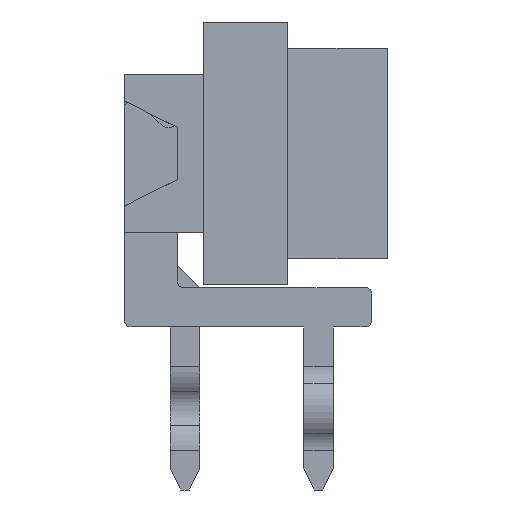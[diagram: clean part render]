
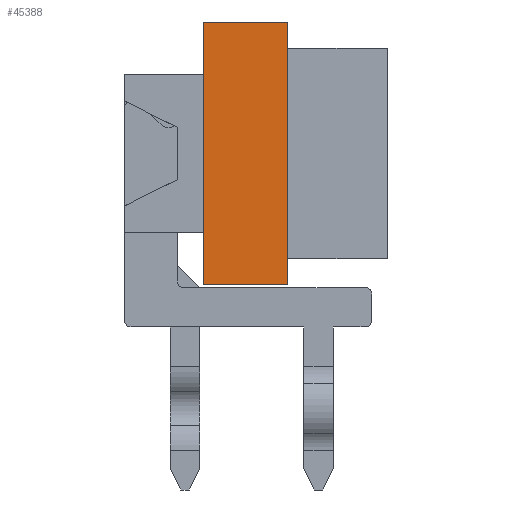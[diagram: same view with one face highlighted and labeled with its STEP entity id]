
A CAD part, front view. The second image highlights one B-rep face of the part: STEP entity #45388.
In plain terms, the highlighted face is planar.
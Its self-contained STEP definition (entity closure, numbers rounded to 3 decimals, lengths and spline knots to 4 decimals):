
#13594=ORIENTED_EDGE('',*,*,#21535,.T.);
#13595=ORIENTED_EDGE('',*,*,#21534,.F.);
#13596=ORIENTED_EDGE('',*,*,#21536,.F.);
#13597=ORIENTED_EDGE('',*,*,#21537,.T.);
#21534=EDGE_CURVE('',#26204,#26201,#31224,.T.);
#21535=EDGE_CURVE('',#26205,#26201,#31225,.T.);
#21536=EDGE_CURVE('',#26206,#26204,#31226,.T.);
#21537=EDGE_CURVE('',#26206,#26205,#31227,.T.);
#26201=VERTEX_POINT('',#74725);
#26204=VERTEX_POINT('',#74730);
#26205=VERTEX_POINT('',#74734);
#26206=VERTEX_POINT('',#74736);
#31224=LINE('',#74731,#36560);
#31225=LINE('',#74733,#36561);
#31226=LINE('',#74735,#36562);
#31227=LINE('',#74737,#36563);
#36560=VECTOR('',#61193,1000.);
#36561=VECTOR('',#61196,1000.);
#36562=VECTOR('',#61197,1000.);
#36563=VECTOR('',#61198,1000.);
#39030=EDGE_LOOP('',(#13594,#13595,#13596,#13597));
#41418=FACE_BOUND('',#39030,.T.);
#43078=PLANE('',#49248);
#45388=ADVANCED_FACE('',(#41418),#43078,.F.);
#49248=AXIS2_PLACEMENT_3D('',#74732,#61194,#61195);
#61193=DIRECTION('',(0.,0.,-1.));
#61194=DIRECTION('',(-1.,0.,0.));
#61195=DIRECTION('',(0.,0.,1.));
#61196=DIRECTION('',(0.,1.,0.));
#61197=DIRECTION('',(0.,1.,0.));
#61198=DIRECTION('',(0.,0.,-1.));
#74725=CARTESIAN_POINT('',(17.51,2.5,0.));
#74730=CARTESIAN_POINT('',(17.51,2.5,1.6));
#74731=CARTESIAN_POINT('',(17.51,2.5,1.6));
#74732=CARTESIAN_POINT('',(17.51,-2.5,1.6));
#74733=CARTESIAN_POINT('',(17.51,-2.5,0.));
#74734=CARTESIAN_POINT('',(17.51,-2.5,0.));
#74735=CARTESIAN_POINT('',(17.51,-2.5,1.6));
#74736=CARTESIAN_POINT('',(17.51,-2.5,1.6));
#74737=CARTESIAN_POINT('',(17.51,-2.5,1.6));
